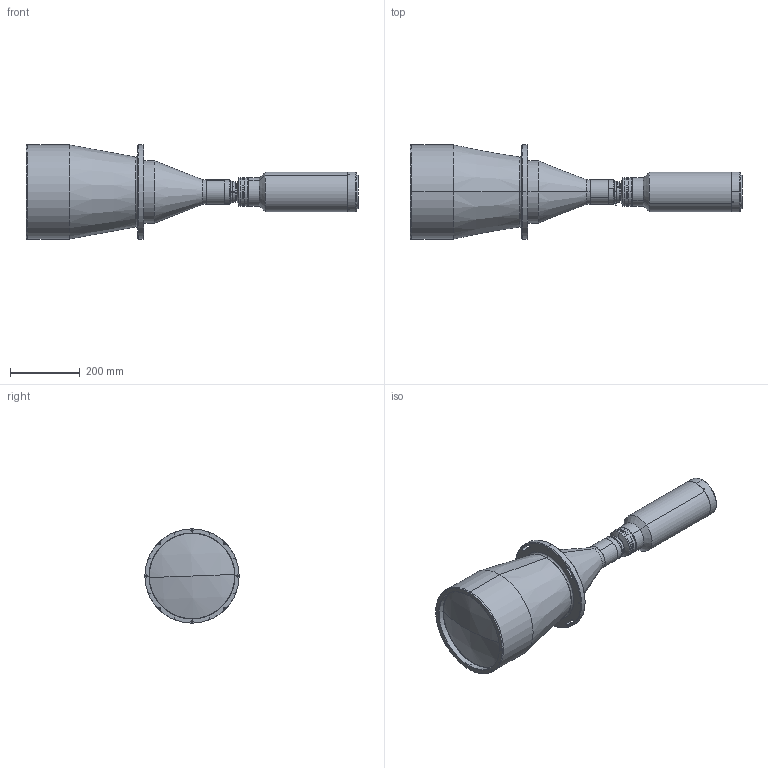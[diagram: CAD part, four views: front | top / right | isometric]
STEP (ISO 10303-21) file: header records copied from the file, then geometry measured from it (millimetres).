
FILE_DESCRIPTION (( 'STEP AP203' ), '1' );
FILE_NAME ('XF-PTL23882-M95-12-VI.STEP', '2019-06-14T03:24:39', ( 'puyufan' ), ( '' ), 'SwSTEP 2.0', 'SolidWorks 2014', '' );
FILE_SCHEMA (( 'CONFIG_CONTROL_DESIGN' ));
Length unit declared in the file: millimetre
Products named in the file (1): XF-PTL23882-M95-12-VI
Bounding box: 951.83 x 270 x 270 mm (x, y, z)
Surface area: 687126.4 mm2 (no closed solid volume)
Topology: 0 solids, 85 shells, 387 faces, 2070 edges, 1746 vertices
Faces by surface type: cylinder 212, plane 99, cone 66, torus 8, sphere 2
Entity records: 30900 total; most frequent: CARTESIAN_POINT 15171, DIRECTION 3162, ORIENTED_EDGE 2739, EDGE_CURVE 2062, VERTEX_POINT 1746, AXIS2_PLACEMENT_3D 1217, CIRCLE 829, LINE 728
